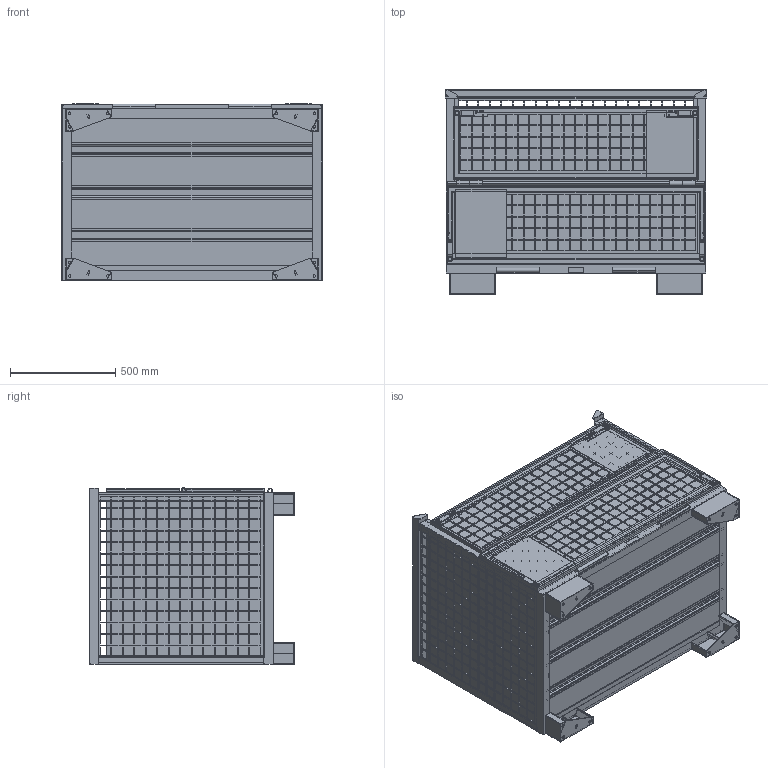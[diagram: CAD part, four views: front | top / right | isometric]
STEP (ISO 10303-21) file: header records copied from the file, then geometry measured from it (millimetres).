
FILE_DESCRIPTION (( 'STEP AP214' ), '1' );
FILE_NAME ('User Library-GITTERBOX_DIN15155.STEP', '2020-08-18T08:44:15', ( '' ), ( '' ), 'SwSTEP 2.0', 'SolidWorks 2020', '' );
FILE_SCHEMA (( 'AUTOMOTIVE_DESIGN' ));
Length unit declared in the file: millimetre
Products named in the file (1): User Library-GITTERBOX_DIN15155
Bounding box: 1240 x 970 x 837.49 mm (x, y, z)
Volume: 44196395.5 mm3; surface area: 15812893.7 mm2
Topology: 4 solids, 4 shells, 4505 faces, 13548 edges, 8904 vertices
Faces by surface type: plane 4169, cylinder 296, bspline 24, cone 16
Entity records: 203262 total; most frequent: CARTESIAN_POINT 28354, ORIENTED_EDGE 26992, DIRECTION 22906, EDGE_CURVE 13496, LINE 12798, VECTOR 12798, VERTEX_POINT 8904, EDGE_LOOP 6348
